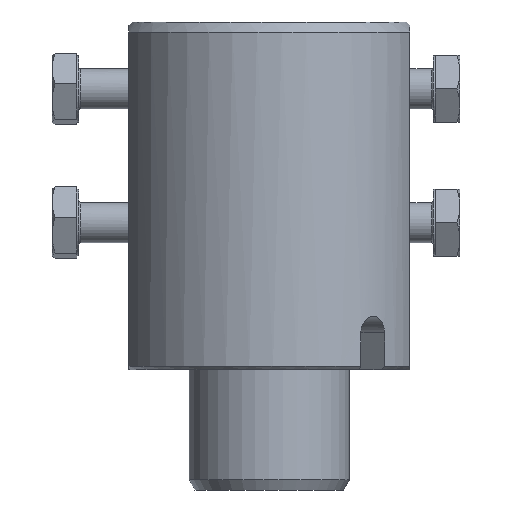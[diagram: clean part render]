
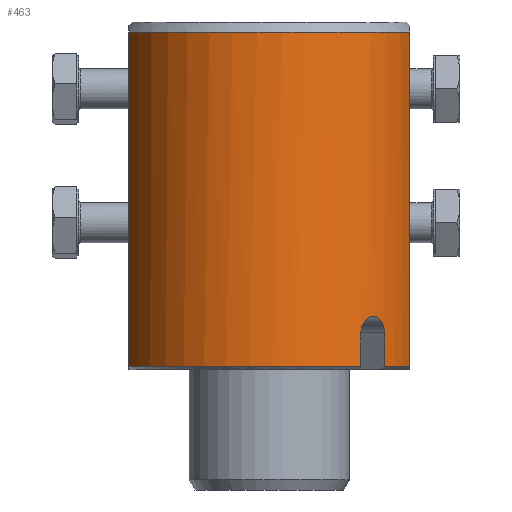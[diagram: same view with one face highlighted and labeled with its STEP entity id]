
A CAD part, front view. The second image highlights one B-rep face of the part: STEP entity #463.
In plain terms, the highlighted cylindrical face has radius 22 mm (diameter 44 mm), a partial arc.
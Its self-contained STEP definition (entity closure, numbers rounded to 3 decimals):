
#54=CYLINDRICAL_SURFACE('',#1821,22.);
#183=LINE('',#2895,#270);
#184=LINE('',#2899,#271);
#185=LINE('',#2903,#272);
#186=LINE('',#2904,#273);
#270=VECTOR('',#2246,1.);
#271=VECTOR('',#2249,1.);
#272=VECTOR('',#2252,1.);
#273=VECTOR('',#2253,1.);
#360=B_SPLINE_CURVE_WITH_KNOTS('',3,(#2856,#2857,#2858,#2859,#2860,#2861,
#2862,#2863,#2864,#2865,#2866,#2867,#2868,#2869,#2870,#2871,#2872,#2873,
#2874,#2875,#2876,#2877,#2878,#2879,#2880,#2881,#2882,#2883,#2884,#2885,
#2886),.UNSPECIFIED.,.F.,.F.,(4,3,3,3,3,3,3,3,3,3,4),(0.,0.107,
0.214,0.321,0.429,0.536,
0.643,0.75,0.857,0.965,
1.),.UNSPECIFIED.);
#463=ADVANCED_FACE('',(#623),#54,.T.);
#623=FACE_OUTER_BOUND('',#742,.T.);
#742=EDGE_LOOP('',(#1138,#1139,#1140,#1141,#1142,#1143,#1144,#1145));
#1138=ORIENTED_EDGE('',*,*,#1544,.T.);
#1139=ORIENTED_EDGE('',*,*,#1545,.T.);
#1140=ORIENTED_EDGE('',*,*,#1546,.T.);
#1141=ORIENTED_EDGE('',*,*,#1547,.T.);
#1142=ORIENTED_EDGE('',*,*,#1548,.T.);
#1143=ORIENTED_EDGE('',*,*,#1549,.F.);
#1144=ORIENTED_EDGE('',*,*,#1541,.F.);
#1145=ORIENTED_EDGE('',*,*,#1550,.F.);
#1328=VERTEX_POINT('',#2854);
#1330=VERTEX_POINT('',#2887);
#1332=VERTEX_POINT('',#2893);
#1333=VERTEX_POINT('',#2894);
#1334=VERTEX_POINT('',#2896);
#1335=VERTEX_POINT('',#2898);
#1336=VERTEX_POINT('',#2900);
#1337=VERTEX_POINT('',#2902);
#1541=EDGE_CURVE('',#1328,#1330,#360,.T.);
#1544=EDGE_CURVE('',#1332,#1333,#1644,.T.);
#1545=EDGE_CURVE('',#1333,#1334,#183,.T.);
#1546=EDGE_CURVE('',#1334,#1335,#1645,.T.);
#1547=EDGE_CURVE('',#1335,#1336,#184,.T.);
#1548=EDGE_CURVE('',#1336,#1337,#1646,.T.);
#1549=EDGE_CURVE('',#1330,#1337,#185,.T.);
#1550=EDGE_CURVE('',#1332,#1328,#186,.T.);
#1644=CIRCLE('',#1818,22.);
#1645=CIRCLE('',#1819,22.);
#1646=CIRCLE('',#1820,22.);
#1818=AXIS2_PLACEMENT_3D('',#2892,#2244,#2245);
#1819=AXIS2_PLACEMENT_3D('',#2897,#2247,#2248);
#1820=AXIS2_PLACEMENT_3D('',#2901,#2250,#2251);
#1821=AXIS2_PLACEMENT_3D('',#2905,#2254,#2255);
#2244=DIRECTION('',(0.,0.,1.));
#2245=DIRECTION('',(-1.,0.,0.));
#2246=DIRECTION('',(0.,0.,1.));
#2247=DIRECTION('',(0.,0.,-1.));
#2248=DIRECTION('',(1.,0.,0.));
#2249=DIRECTION('',(0.,0.,-1.));
#2250=DIRECTION('',(0.,0.,1.));
#2251=DIRECTION('',(-1.,0.,0.));
#2252=DIRECTION('',(0.,0.,-1.));
#2253=DIRECTION('',(0.,0.,1.));
#2254=DIRECTION('',(0.,0.,1.));
#2255=DIRECTION('',(1.,0.,0.));
#2854=CARTESIAN_POINT('',(17.223,-13.688,5.5));
#2856=CARTESIAN_POINT('',(17.223,-13.688,5.5));
#2857=CARTESIAN_POINT('',(17.223,-13.688,5.779));
#2858=CARTESIAN_POINT('',(17.193,-13.726,6.061));
#2859=CARTESIAN_POINT('',(17.135,-13.798,6.324));
#2860=CARTESIAN_POINT('',(17.077,-13.87,6.587));
#2861=CARTESIAN_POINT('',(16.99,-13.978,6.838));
#2862=CARTESIAN_POINT('',(16.878,-14.111,7.056));
#2863=CARTESIAN_POINT('',(16.766,-14.245,7.275));
#2864=CARTESIAN_POINT('',(16.627,-14.408,7.466));
#2865=CARTESIAN_POINT('',(16.47,-14.586,7.615));
#2866=CARTESIAN_POINT('',(16.312,-14.764,7.765));
#2867=CARTESIAN_POINT('',(16.133,-14.96,7.875));
#2868=CARTESIAN_POINT('',(15.944,-15.159,7.938));
#2869=CARTESIAN_POINT('',(15.756,-15.356,8.));
#2870=CARTESIAN_POINT('',(15.555,-15.56,8.016));
#2871=CARTESIAN_POINT('',(15.356,-15.754,7.984));
#2872=CARTESIAN_POINT('',(15.158,-15.947,7.953));
#2873=CARTESIAN_POINT('',(14.957,-16.135,7.874));
#2874=CARTESIAN_POINT('',(14.772,-16.303,7.753));
#2875=CARTESIAN_POINT('',(14.585,-16.472,7.632));
#2876=CARTESIAN_POINT('',(14.409,-16.626,7.467));
#2877=CARTESIAN_POINT('',(14.258,-16.754,7.271));
#2878=CARTESIAN_POINT('',(14.107,-16.883,7.073));
#2879=CARTESIAN_POINT('',(13.977,-16.99,6.839));
#2880=CARTESIAN_POINT('',(13.882,-17.067,6.586));
#2881=CARTESIAN_POINT('',(13.788,-17.144,6.334));
#2882=CARTESIAN_POINT('',(13.725,-17.194,6.057));
#2883=CARTESIAN_POINT('',(13.7,-17.214,5.778));
#2884=CARTESIAN_POINT('',(13.692,-17.22,5.686));
#2885=CARTESIAN_POINT('',(13.688,-17.223,5.593));
#2886=CARTESIAN_POINT('',(13.688,-17.223,5.5));
#2887=CARTESIAN_POINT('',(13.688,-17.223,5.5));
#2892=CARTESIAN_POINT('',(0.,0.,0.5));
#2893=CARTESIAN_POINT('',(17.223,-13.688,0.5));
#2894=CARTESIAN_POINT('',(21.,-6.557,0.5));
#2895=CARTESIAN_POINT('',(21.,-6.557,52.));
#2896=CARTESIAN_POINT('',(21.,-6.557,50.5));
#2897=CARTESIAN_POINT('',(0.,0.,50.5));
#2898=CARTESIAN_POINT('',(-21.,-6.557,50.5));
#2899=CARTESIAN_POINT('',(-21.,-6.557,52.));
#2900=CARTESIAN_POINT('',(-21.,-6.557,0.5));
#2901=CARTESIAN_POINT('',(0.,0.,0.5));
#2902=CARTESIAN_POINT('',(13.688,-17.223,0.5));
#2903=CARTESIAN_POINT('',(13.688,-17.223,52.));
#2904=CARTESIAN_POINT('',(17.223,-13.688,52.));
#2905=CARTESIAN_POINT('',(0.,0.,52.));
